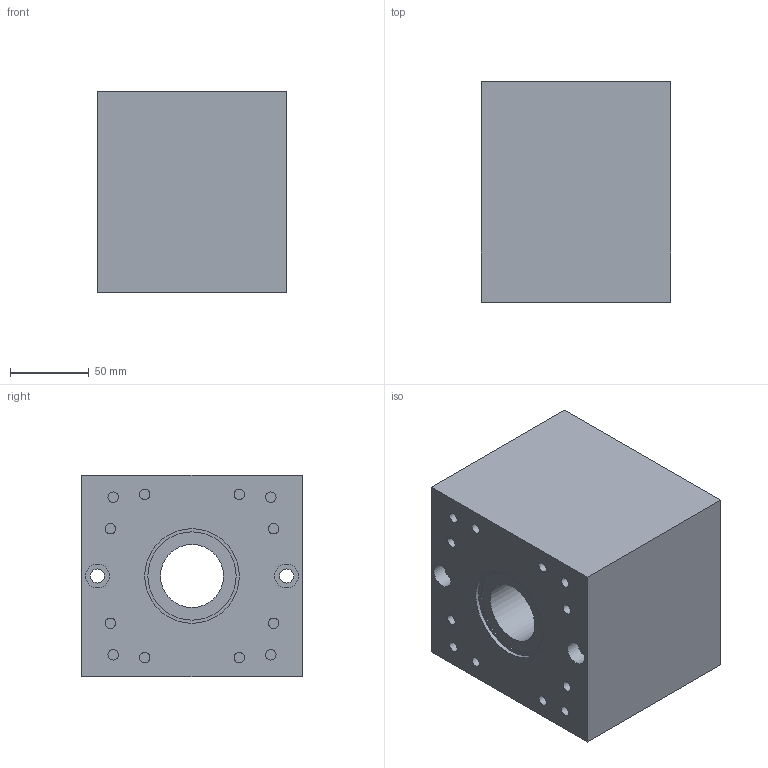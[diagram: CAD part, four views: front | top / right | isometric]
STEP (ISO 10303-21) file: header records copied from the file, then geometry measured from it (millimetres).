
FILE_DESCRIPTION((''),'2;1');
FILE_NAME('SL0710S.ipt.step','2007-09-10T15:14:25',(''),(''),'Autodesk Inventor 11','Autodesk Inventor 11','');
FILE_SCHEMA(('AUTOMOTIVE_DESIGN { 1 0 10303 214 1 1 1 1 }'));
Length unit declared in the file: millimetre
Products named in the file (1): SL0710S
Bounding box: 120 x 140 x 128 mm (x, y, z)
Volume: 1958116.6 mm3; surface area: 127268 mm2
Topology: 1 solids, 1 shells, 144 faces, 267 edges, 178 vertices
Faces by surface type: plane 71, bspline 45, cylinder 28
Full cylindrical faces by diameter (mm): 6.647 x14, 7 x1, 10 x4, 11 x4, 15 x2, 40 x1, 56 x1, 60 x1
Entity records: 3652 total; most frequent: CARTESIAN_POINT 970, DIRECTION 516, ORIENTED_EDGE 436, EDGE_LOOP 252, EDGE_CURVE 218, AXIS2_PLACEMENT_3D 198, VERTEX_POINT 178, FACE_OUTER_BOUND 144
